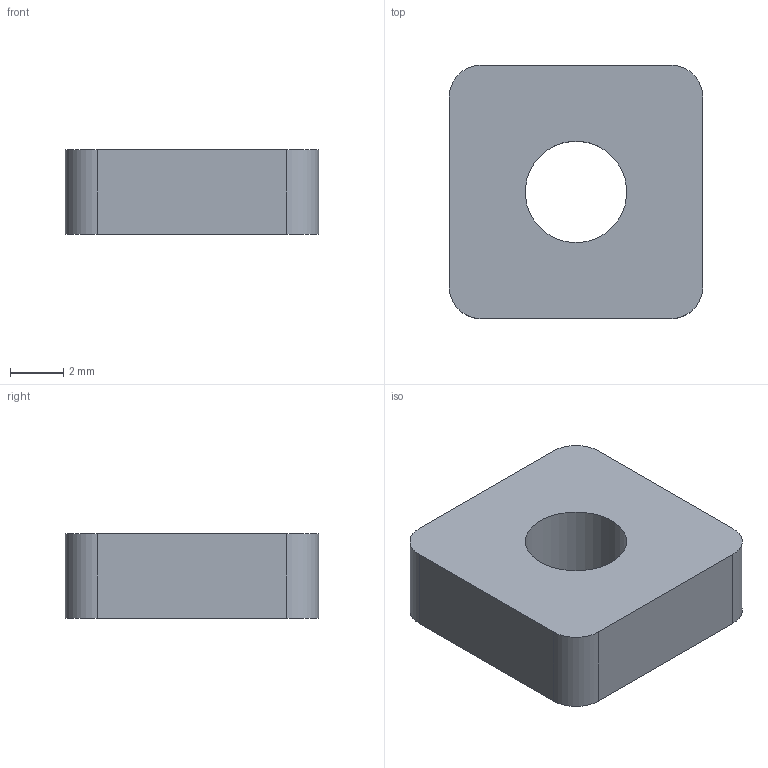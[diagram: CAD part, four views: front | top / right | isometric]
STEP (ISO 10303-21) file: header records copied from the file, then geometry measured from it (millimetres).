
FILE_DESCRIPTION((''),'2;1');
FILE_NAME('SN090312N','2022-05-20T12:17:24',('zhangnw'),(''),'CREO PARAMETRIC BY PTC INC, 2021424','CREO PARAMETRIC BY PTC INC, 2021424','');
FILE_SCHEMA(('AUTOMOTIVE_DESIGN { 1 0 10303 214 1 1 1 1 }'));
Length unit declared in the file: millimetre
Products named in the file (1): SN090312N
Bounding box: 9.53 x 9.53 x 3.18 mm (x, y, z)
Volume: 248.3 mm3; surface area: 308.8 mm2
Topology: 1 solids, 1 shells, 12 faces, 38 edges, 28 vertices
Faces by surface type: plane 6, cylinder 6
Entity records: 634 total; most frequent: DIRECTION 82, CARTESIAN_POINT 74, ORIENTED_EDGE 60, PRESENTATION_STYLE_ASSIGNMENT 41, STYLED_ITEM 41, CURVE_STYLE 40, AXIS2_PLACEMENT_3D 30, EDGE_CURVE 30
